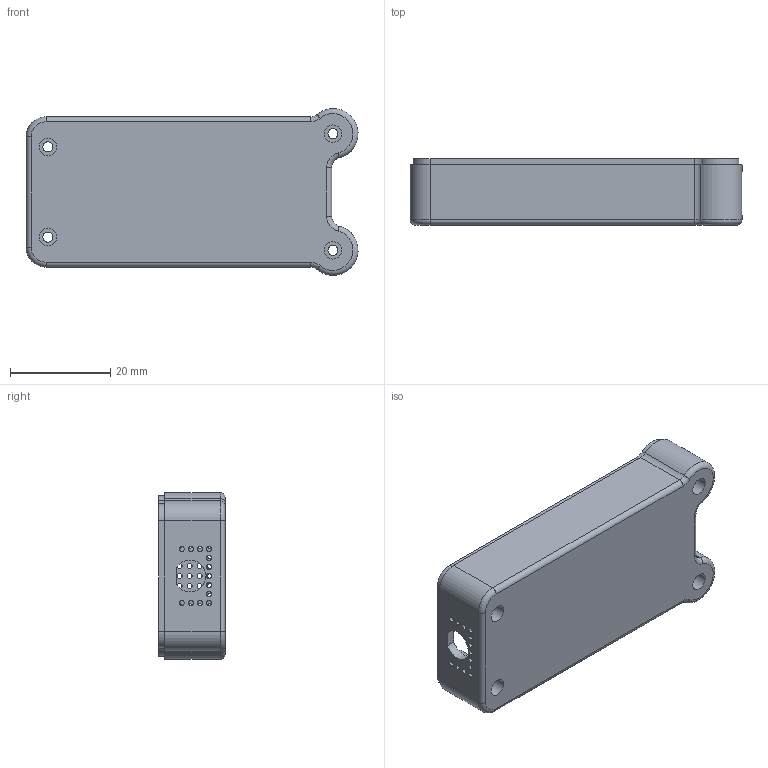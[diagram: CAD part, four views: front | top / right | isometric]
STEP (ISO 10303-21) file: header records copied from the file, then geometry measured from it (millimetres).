
FILE_DESCRIPTION((''),'2;1');
FILE_NAME('PRT0001','2020-07-07T',('Administrator'),(''),'PRO/ENGINEER BY PARAMETRIC TECHNOLOGY CORPORATION, 2005030','PRO/ENGINEER BY PARAMETRIC TECHNOLOGY CORPORATION, 2005030','');
FILE_SCHEMA(('CONFIG_CONTROL_DESIGN','SHAPE_APPEARANCE_LAYERS_GROUPS'));
Length unit declared in the file: millimetre
Products named in the file (1): PRT0001
Bounding box: 66.27 x 13.2 x 33.28 mm (x, y, z)
Volume: 7171.6 mm3; surface area: 9888.8 mm2
Topology: 1 solids, 1 shells, 222 faces, 592 edges, 392 vertices
Faces by surface type: cylinder 171, plane 43, torus 8
Entity records: 7989 total; most frequent: CARTESIAN_POINT 2022, DIRECTION 1270, ORIENTED_EDGE 1184, EDGE_CURVE 592, AXIS2_PLACEMENT_3D 516, VERTEX_POINT 392, EDGE_LOOP 346, CIRCLE 294
